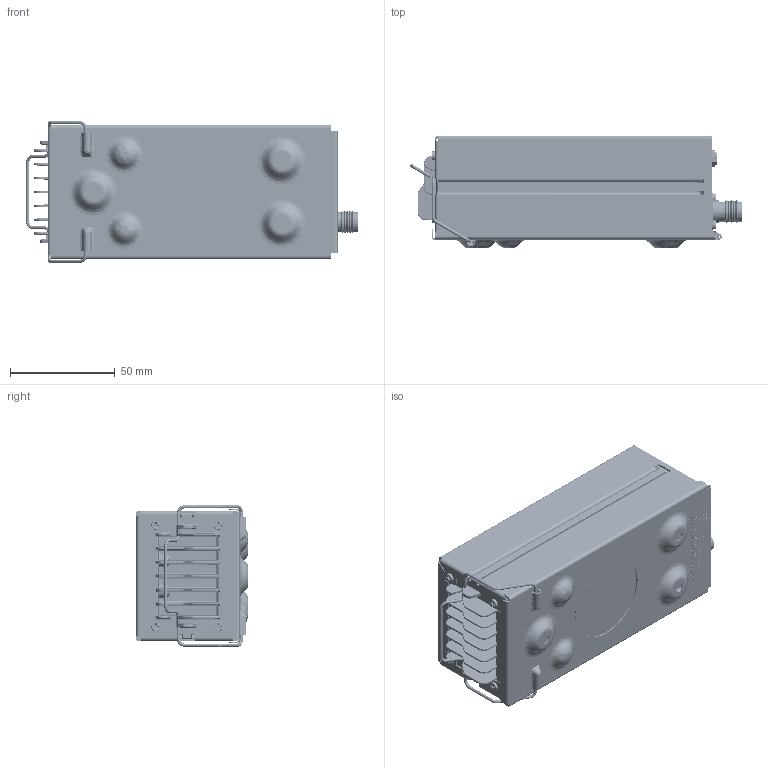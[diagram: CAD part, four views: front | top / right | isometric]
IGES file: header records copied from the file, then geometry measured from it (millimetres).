
Start section: SolidWorks IGES file using analytic representation for surfaces
Global section: file name: SV-COM-T8_model.IGS; native system: SolidWorks 2017; preprocessor: SolidWorks 2017; author: dweber; date: 180228.141123; units: inch
Bounding box: 158.37 x 53.46 x 67.5 mm (x, y, z)
Surface area: 153597.9 mm2 (no closed solid volume)
Topology: 0 solids, 0 shells, 6093 faces, 59160 edges, 59092 vertices
Faces by surface type: bspline 4808, revolution 1285
